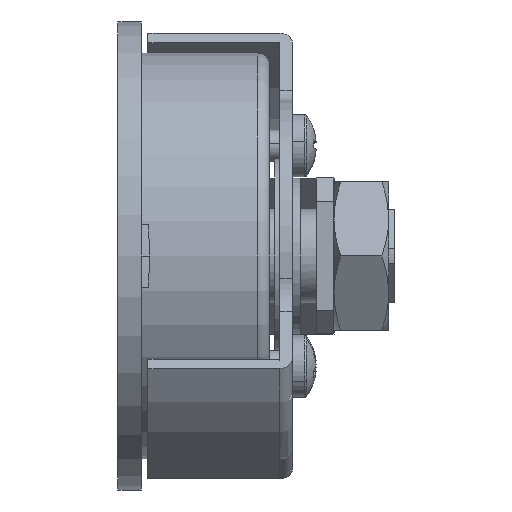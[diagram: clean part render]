
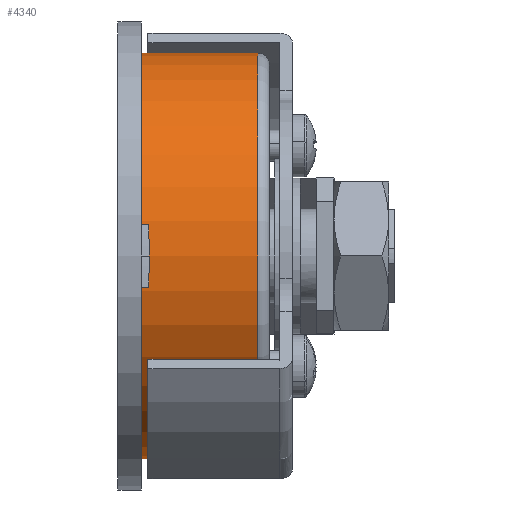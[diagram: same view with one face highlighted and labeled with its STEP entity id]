
A CAD part, left-side view. The second image highlights one B-rep face of the part: STEP entity #4340.
In plain terms, the highlighted cylindrical face has radius 26 mm (diameter 52 mm), a partial arc.
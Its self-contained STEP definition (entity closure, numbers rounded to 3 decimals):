
#1023 = EDGE_LOOP ( 'NONE', ( #8774, #8858, #8771, #8888, #8786 ) ) ;
#1297 = CARTESIAN_POINT ( 'NONE',  ( 0., 1.5, -26. ) ) ;
#1412 = CARTESIAN_POINT ( 'NONE',  ( -26., 16.8, 0. ) ) ;
#1591 = CARTESIAN_POINT ( 'NONE',  ( 0., 16.8, -26. ) ) ;
#2099 = EDGE_CURVE ( 'NONE', #3316, #3466, #9076, .T. ) ;
#2100 = EDGE_CURVE ( 'NONE', #8927, #8907, #9077, .T. ) ;
#3046 = DIRECTION ( 'NONE',  ( 0., 1., 0. ) ) ;
#3085 = DIRECTION ( 'NONE',  ( 0., 0., 1. ) ) ;
#3149 = CARTESIAN_POINT ( 'NONE',  ( 0., 1.5, 0. ) ) ;
#3249 = VECTOR ( 'NONE', #8119, 1000. ) ;
#3255 = VECTOR ( 'NONE', #8121, 1000. ) ;
#3316 = VERTEX_POINT ( 'NONE', #1297 ) ;
#3325 = VERTEX_POINT ( 'NONE', #1412 ) ;
#3466 = VERTEX_POINT ( 'NONE', #1591 ) ;
#4012 = DIRECTION ( 'NONE',  ( 0., 1., 0. ) ) ;
#4132 = CARTESIAN_POINT ( 'NONE',  ( 0., 9.265, 0. ) ) ;
#4233 = DIRECTION ( 'NONE',  ( 0., 0., 1. ) ) ;
#4340 = ADVANCED_FACE ( 'NONE', ( #9179 ), #9180, .T. ) ;
#4755 = DIRECTION ( 'NONE',  ( 0., 1., 0. ) ) ;
#4823 = DIRECTION ( 'NONE',  ( 0., 0., 1. ) ) ;
#4882 = CARTESIAN_POINT ( 'NONE',  ( 0., 16.8, 0. ) ) ;
#4894 = DIRECTION ( 'NONE',  ( 0., 1., 0. ) ) ;
#4915 = CARTESIAN_POINT ( 'NONE',  ( 0., 16.8, 0. ) ) ;
#4928 = DIRECTION ( 'NONE',  ( 0., 0., 1. ) ) ;
#5477 = EDGE_CURVE ( 'NONE', #3316, #8927, #6921, .T. ) ;
#6161 = CIRCLE ( 'NONE', #6165, 26. ) ;
#6163 = CIRCLE ( 'NONE', #6174, 26. ) ;
#6165 = AXIS2_PLACEMENT_3D ( 'NONE', #4915, #4894, #4928 ) ;
#6174 = AXIS2_PLACEMENT_3D ( 'NONE', #4882, #4755, #4823 ) ;
#6542 = CARTESIAN_POINT ( 'NONE',  ( 0., 1.5, 26. ) ) ;
#6602 = CARTESIAN_POINT ( 'NONE',  ( 0., 16.8, 26. ) ) ;
#6809 = AXIS2_PLACEMENT_3D ( 'NONE', #4132, #4012, #4233 ) ;
#6921 = CIRCLE ( 'NONE', #6929, 26. ) ;
#6929 = AXIS2_PLACEMENT_3D ( 'NONE', #3149, #3046, #3085 ) ;
#8119 = DIRECTION ( 'NONE',  ( 0., 1., 0. ) ) ;
#8120 = CARTESIAN_POINT ( 'NONE',  ( 0., 9.265, 26. ) ) ;
#8121 = DIRECTION ( 'NONE',  ( 0., 1., 0. ) ) ;
#8122 = CARTESIAN_POINT ( 'NONE',  ( 0., 9.265, -26. ) ) ;
#8575 = EDGE_CURVE ( 'NONE', #3466, #3325, #6161, .T. ) ;
#8582 = EDGE_CURVE ( 'NONE', #3325, #8907, #6163, .T. ) ;
#8771 = ORIENTED_EDGE ( 'NONE', *, *, #2100, .T. ) ;
#8774 = ORIENTED_EDGE ( 'NONE', *, *, #2099, .F. ) ;
#8786 = ORIENTED_EDGE ( 'NONE', *, *, #8575, .F. ) ;
#8858 = ORIENTED_EDGE ( 'NONE', *, *, #5477, .T. ) ;
#8888 = ORIENTED_EDGE ( 'NONE', *, *, #8582, .F. ) ;
#8907 = VERTEX_POINT ( 'NONE', #6602 ) ;
#8927 = VERTEX_POINT ( 'NONE', #6542 ) ;
#9076 = LINE ( 'NONE', #8122, #3255 ) ;
#9077 = LINE ( 'NONE', #8120, #3249 ) ;
#9179 = FACE_OUTER_BOUND ( 'NONE', #1023, .T. ) ;
#9180 = CYLINDRICAL_SURFACE ( 'NONE', #6809, 26. ) ;
